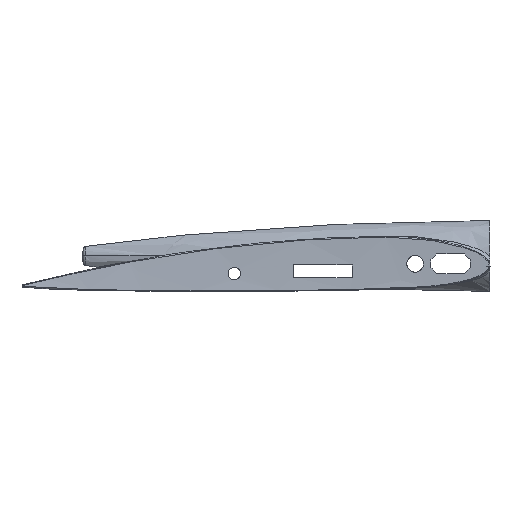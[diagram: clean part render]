
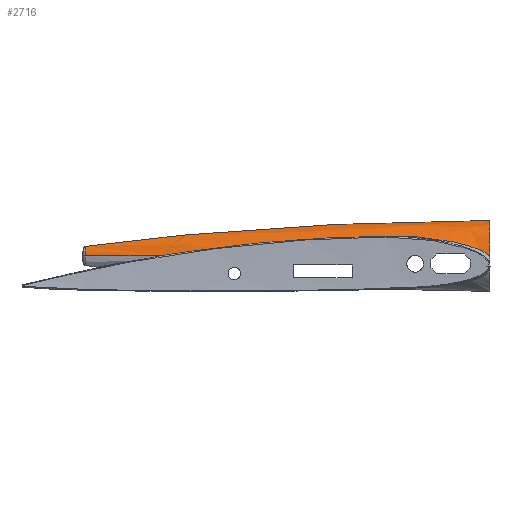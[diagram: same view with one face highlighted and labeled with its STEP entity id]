
A CAD part, left-side view. The second image highlights one B-rep face of the part: STEP entity #2716.
In plain terms, the highlighted free-form (B-spline) face has degree [3, 3] with [6, 4] control points.
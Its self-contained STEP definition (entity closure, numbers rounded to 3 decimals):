
#114=CIRCLE('',#2822,19.);
#266=FACE_OUTER_BOUND('',#435,.T.);
#435=EDGE_LOOP('',(#2425,#2426,#2427,#2428,#2429));
#965=B_SPLINE_CURVE_WITH_KNOTS('',3,(#9249,#9250,#9251,#9252),
 .UNSPECIFIED.,.F.,.F.,(4,4),(-0.779,-0.354),
 .UNSPECIFIED.);
#969=B_SPLINE_CURVE_WITH_KNOTS('',3,(#9322,#9323,#9324,#9325),
 .UNSPECIFIED.,.F.,.F.,(4,4),(0.562,0.771),
 .UNSPECIFIED.);
#970=B_SPLINE_CURVE_WITH_KNOTS('',3,(#9327,#9328,#9329,#9330,#9331,#9332,
#9333,#9334,#9335,#9336,#9337,#9338,#9339,#9340,#9341,#9342),
 .UNSPECIFIED.,.F.,.F.,(4,1,1,1,1,1,1,1,1,1,1,1,1,4),(0.,
0.166,0.79,1.413,2.037,4.531,
5.363,6.194,7.026,7.857,9.52,
12.015,14.509,17.003),.UNSPECIFIED.);
#971=B_SPLINE_CURVE_WITH_KNOTS('',3,(#9345,#9346,#9347,#9348,#9349,#9350),
 .UNSPECIFIED.,.F.,.F.,(4,2,4),(-21.652,-14.982,0.),
 .UNSPECIFIED.);
#1243=VERTEX_POINT('',#9230);
#1246=VERTEX_POINT('',#9247);
#1249=VERTEX_POINT('',#9321);
#1250=VERTEX_POINT('',#9326);
#1251=VERTEX_POINT('',#9343);
#1647=EDGE_CURVE('',#1246,#1243,#965,.T.);
#1652=EDGE_CURVE('',#1249,#1246,#969,.T.);
#1653=EDGE_CURVE('',#1250,#1249,#970,.T.);
#1654=EDGE_CURVE('',#1250,#1251,#114,.T.);
#1655=EDGE_CURVE('',#1243,#1251,#971,.T.);
#2425=ORIENTED_EDGE('',*,*,#1647,.F.);
#2426=ORIENTED_EDGE('',*,*,#1652,.F.);
#2427=ORIENTED_EDGE('',*,*,#1653,.F.);
#2428=ORIENTED_EDGE('',*,*,#1654,.T.);
#2429=ORIENTED_EDGE('',*,*,#1655,.F.);
#2571=B_SPLINE_SURFACE_WITH_KNOTS('',3,3,((#9297,#9298,#9299,#9300),(#9301,
#9302,#9303,#9304),(#9305,#9306,#9307,#9308),(#9309,#9310,#9311,#9312),
(#9313,#9314,#9315,#9316),(#9317,#9318,#9319,#9320)),.UNSPECIFIED.,.F.,
 .F.,.F.,(4,1,1,4),(4,4),(-0.003,0.083,0.141,
0.199),(0.,0.771),.UNSPECIFIED.);
#2716=ADVANCED_FACE('',(#266),#2571,.T.);
#2822=AXIS2_PLACEMENT_3D('',#9344,#3126,#3127);
#3126=DIRECTION('center_axis',(0.,1.,0.));
#3127=DIRECTION('ref_axis',(1.,0.,0.));
#9230=CARTESIAN_POINT('',(129.,155.644,8.87));
#9247=CARTESIAN_POINT('',(127.272,155.644,4.));
#9249=CARTESIAN_POINT('Ctrl Pts',(127.272,155.644,4.));
#9250=CARTESIAN_POINT('Ctrl Pts',(127.272,155.644,5.756));
#9251=CARTESIAN_POINT('Ctrl Pts',(127.893,155.644,7.506));
#9252=CARTESIAN_POINT('Ctrl Pts',(129.,155.644,8.87));
#9297=CARTESIAN_POINT('Ctrl Pts',(116.004,-50.,3.615));
#9298=CARTESIAN_POINT('Ctrl Pts',(116.004,36.781,3.615));
#9299=CARTESIAN_POINT('Ctrl Pts',(123.738,119.1,3.772));
#9300=CARTESIAN_POINT('Ctrl Pts',(127.274,155.644,3.843));
#9301=CARTESIAN_POINT('Ctrl Pts',(115.934,-50.,7.061));
#9302=CARTESIAN_POINT('Ctrl Pts',(115.934,36.781,7.061));
#9303=CARTESIAN_POINT('Ctrl Pts',(123.695,119.1,5.815));
#9304=CARTESIAN_POINT('Ctrl Pts',(127.246,155.644,5.245));
#9305=CARTESIAN_POINT('Ctrl Pts',(117.424,-50.,12.827));
#9306=CARTESIAN_POINT('Ctrl Pts',(117.424,36.781,12.827));
#9307=CARTESIAN_POINT('Ctrl Pts',(124.58,119.1,9.233));
#9308=CARTESIAN_POINT('Ctrl Pts',(127.851,155.644,7.59));
#9309=CARTESIAN_POINT('Ctrl Pts',(122.732,-50.,19.05));
#9310=CARTESIAN_POINT('Ctrl Pts',(122.732,36.781,19.05));
#9311=CARTESIAN_POINT('Ctrl Pts',(127.726,119.1,12.923));
#9312=CARTESIAN_POINT('Ctrl Pts',(130.011,155.644,10.121));
#9313=CARTESIAN_POINT('Ctrl Pts',(126.82,-50.,21.302));
#9314=CARTESIAN_POINT('Ctrl Pts',(126.82,36.781,21.302));
#9315=CARTESIAN_POINT('Ctrl Pts',(130.15,119.1,14.258));
#9316=CARTESIAN_POINT('Ctrl Pts',(131.673,155.644,11.037));
#9317=CARTESIAN_POINT('Ctrl Pts',(129.,-50.,22.028));
#9318=CARTESIAN_POINT('Ctrl Pts',(129.,36.781,22.028));
#9319=CARTESIAN_POINT('Ctrl Pts',(131.443,119.1,14.688));
#9320=CARTESIAN_POINT('Ctrl Pts',(132.56,155.644,11.332));
#9321=CARTESIAN_POINT('',(123.702,116.589,4.));
#9322=CARTESIAN_POINT('Ctrl Pts',(123.702,116.589,4.));
#9323=CARTESIAN_POINT('Ctrl Pts',(125.043,132.43,4.));
#9324=CARTESIAN_POINT('Ctrl Pts',(126.312,145.724,4.));
#9325=CARTESIAN_POINT('Ctrl Pts',(127.272,155.644,4.));
#9326=CARTESIAN_POINT('',(116.004,-50.,3.615));
#9327=CARTESIAN_POINT('Ctrl Pts',(116.005,-49.998,3.613));
#9328=CARTESIAN_POINT('Ctrl Pts',(115.997,-49.64,3.996));
#9329=CARTESIAN_POINT('Ctrl Pts',(116.022,-47.774,5.697));
#9330=CARTESIAN_POINT('Ctrl Pts',(116.343,-43.627,7.739));
#9331=CARTESIAN_POINT('Ctrl Pts',(116.871,-37.783,9.633));
#9332=CARTESIAN_POINT('Ctrl Pts',(118.066,-25.801,12.524));
#9333=CARTESIAN_POINT('Ctrl Pts',(119.356,-12.777,14.016));
#9334=CARTESIAN_POINT('Ctrl Pts',(119.928,1.063,14.166));
#9335=CARTESIAN_POINT('Ctrl Pts',(120.133,9.358,13.966));
#9336=CARTESIAN_POINT('Ctrl Pts',(120.333,17.649,13.7));
#9337=CARTESIAN_POINT('Ctrl Pts',(120.63,28.706,13.297));
#9338=CARTESIAN_POINT('Ctrl Pts',(120.993,45.291,12.371));
#9339=CARTESIAN_POINT('Ctrl Pts',(121.419,67.35,10.502));
#9340=CARTESIAN_POINT('Ctrl Pts',(122.131,92.072,7.691));
#9341=CARTESIAN_POINT('Ctrl Pts',(123.014,108.451,5.299));
#9342=CARTESIAN_POINT('Ctrl Pts',(123.702,116.589,4.));
#9343=CARTESIAN_POINT('',(129.,-50.,22.028));
#9344=CARTESIAN_POINT('Origin',(135.,-50.,4.));
#9345=CARTESIAN_POINT('Ctrl Pts',(129.,155.644,8.87));
#9346=CARTESIAN_POINT('Ctrl Pts',(129.,142.068,10.955));
#9347=CARTESIAN_POINT('Ctrl Pts',(129.,122.299,13.141));
#9348=CARTESIAN_POINT('Ctrl Pts',(129.,53.583,19.28));
#9349=CARTESIAN_POINT('Ctrl Pts',(129.,-0.06,22.028));
#9350=CARTESIAN_POINT('Ctrl Pts',(129.,-50.,22.028));
